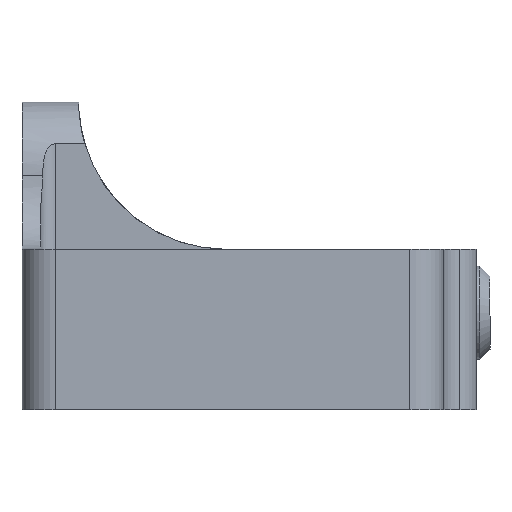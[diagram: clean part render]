
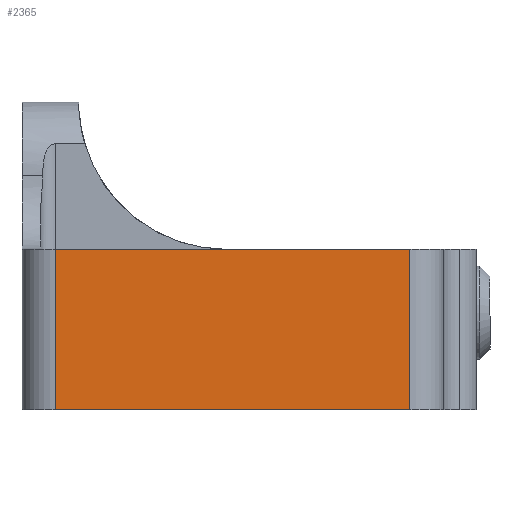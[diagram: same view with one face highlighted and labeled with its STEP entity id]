
A CAD part, left-side view. The second image highlights one B-rep face of the part: STEP entity #2365.
In plain terms, the highlighted planar face has unit normal (-1, 0, 0).
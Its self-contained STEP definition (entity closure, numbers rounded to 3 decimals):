
#315 = VERTEX_POINT('',#316);
#316 = CARTESIAN_POINT('',(-40.,-31.,-14.5));
#323 = EDGE_CURVE('',#324,#315,#326,.T.);
#324 = VERTEX_POINT('',#325);
#325 = CARTESIAN_POINT('',(-40.,22.,-14.5));
#326 = LINE('',#327,#328);
#327 = CARTESIAN_POINT('',(-40.,22.,-14.5));
#328 = VECTOR('',#329,1.);
#329 = DIRECTION('',(0.,-1.,0.));
#1567 = VERTEX_POINT('',#1568);
#1568 = CARTESIAN_POINT('',(-40.,22.,9.5));
#1575 = EDGE_CURVE('',#1576,#1567,#1578,.T.);
#1576 = VERTEX_POINT('',#1577);
#1577 = CARTESIAN_POINT('',(-40.,-31.,9.5));
#1578 = LINE('',#1579,#1580);
#1579 = CARTESIAN_POINT('',(-40.,-41.,9.5));
#1580 = VECTOR('',#1581,1.);
#1581 = DIRECTION('',(0.,1.,0.));
#2338 = EDGE_CURVE('',#324,#1567,#2339,.T.);
#2339 = LINE('',#2340,#2341);
#2340 = CARTESIAN_POINT('',(-40.,22.,-14.5));
#2341 = VECTOR('',#2342,1.);
#2342 = DIRECTION('',(0.,0.,1.));
#2353 = EDGE_CURVE('',#315,#1576,#2354,.T.);
#2354 = LINE('',#2355,#2356);
#2355 = CARTESIAN_POINT('',(-40.,-31.,-14.5));
#2356 = VECTOR('',#2357,1.);
#2357 = DIRECTION('',(0.,0.,1.));
#2365 = ADVANCED_FACE('',(#2366),#2372,.F.);
#2366 = FACE_BOUND('',#2367,.F.);
#2367 = EDGE_LOOP('',(#2368,#2369,#2370,#2371));
#2368 = ORIENTED_EDGE('',*,*,#323,.F.);
#2369 = ORIENTED_EDGE('',*,*,#2338,.T.);
#2370 = ORIENTED_EDGE('',*,*,#1575,.F.);
#2371 = ORIENTED_EDGE('',*,*,#2353,.F.);
#2372 = PLANE('',#2373);
#2373 = AXIS2_PLACEMENT_3D('',#2374,#2375,#2376);
#2374 = CARTESIAN_POINT('',(-40.,22.,-14.5));
#2375 = DIRECTION('',(1.,0.,0.));
#2376 = DIRECTION('',(0.,-1.,0.));
